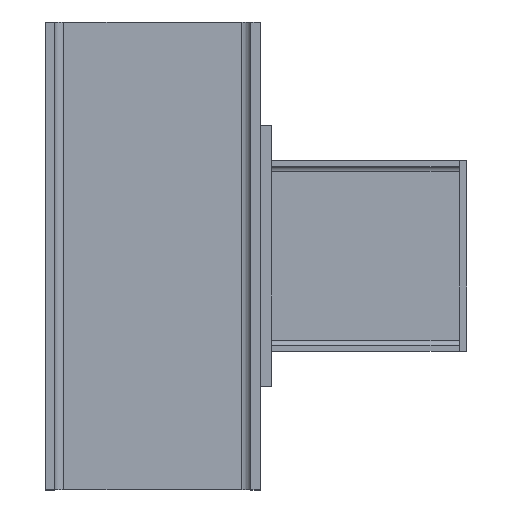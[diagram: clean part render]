
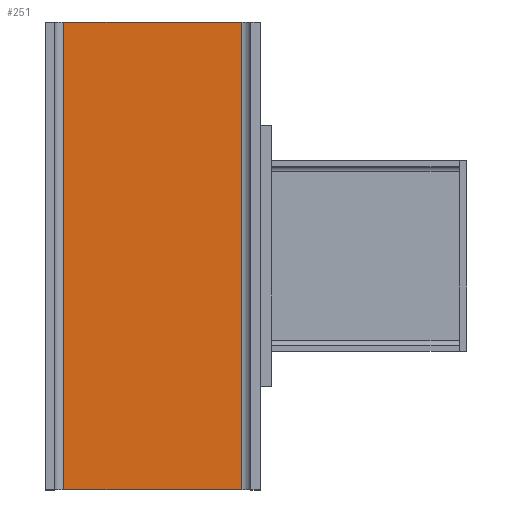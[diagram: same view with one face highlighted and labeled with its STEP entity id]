
A CAD part, top view. The second image highlights one B-rep face of the part: STEP entity #251.
In plain terms, the highlighted planar face has unit normal (0, 0, 1).
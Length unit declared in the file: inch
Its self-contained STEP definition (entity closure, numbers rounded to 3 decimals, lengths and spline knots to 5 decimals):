
#9 = AXIS2_PLACEMENT_3D ( 'NONE', #212, #781, #1743 ) ;
#73 = VECTOR ( 'NONE', #927, 39.37008 ) ;
#99 = VECTOR ( 'NONE', #1726, 39.37008 ) ;
#111 = FACE_OUTER_BOUND ( 'NONE', #1730, .T. ) ;
#159 = ORIENTED_EDGE ( 'NONE', *, *, #275, .T. ) ;
#212 = CARTESIAN_POINT ( 'NONE',  ( -1.945, 15., 0.17 ) ) ;
#251 = ADVANCED_FACE ( 'NONE', ( #111 ), #498, .F. ) ;
#256 = VERTEX_POINT ( 'NONE', #357 ) ;
#275 = EDGE_CURVE ( 'NONE', #731, #1202, #448, .T. ) ;
#283 = VECTOR ( 'NONE', #320, 39.37008 ) ;
#320 = DIRECTION ( 'NONE',  ( 0., -1., 0. ) ) ;
#323 = VECTOR ( 'NONE', #1509, 39.37008 ) ;
#357 = CARTESIAN_POINT ( 'NONE',  ( -1.945, -15., 0.17 ) ) ;
#359 = CARTESIAN_POINT ( 'NONE',  ( -13.345, 15., 0.17 ) ) ;
#448 = LINE ( 'NONE', #359, #73 ) ;
#484 = CARTESIAN_POINT ( 'NONE',  ( -1.945, 15., 0.17 ) ) ;
#498 = PLANE ( 'NONE',  #9 ) ;
#539 = CARTESIAN_POINT ( 'NONE',  ( -1.945, -15., 0.17 ) ) ;
#546 = ORIENTED_EDGE ( 'NONE', *, *, #1217, .F. ) ;
#704 = LINE ( 'NONE', #539, #323 ) ;
#731 = VERTEX_POINT ( 'NONE', #913 ) ;
#781 = DIRECTION ( 'NONE',  ( 0., 0., -1. ) ) ;
#913 = CARTESIAN_POINT ( 'NONE',  ( -13.345, 15., 0.17 ) ) ;
#927 = DIRECTION ( 'NONE',  ( 0., -1., 0. ) ) ;
#995 = LINE ( 'NONE', #1700, #283 ) ;
#1013 = CARTESIAN_POINT ( 'NONE',  ( -1.945, 15., 0.17 ) ) ;
#1202 = VERTEX_POINT ( 'NONE', #1424 ) ;
#1217 = EDGE_CURVE ( 'NONE', #1765, #256, #995, .T. ) ;
#1218 = LINE ( 'NONE', #484, #99 ) ;
#1306 = ORIENTED_EDGE ( 'NONE', *, *, #1323, .F. ) ;
#1323 = EDGE_CURVE ( 'NONE', #731, #1765, #1218, .T. ) ;
#1424 = CARTESIAN_POINT ( 'NONE',  ( -13.345, -15., 0.17 ) ) ;
#1458 = ORIENTED_EDGE ( 'NONE', *, *, #1619, .T. ) ;
#1509 = DIRECTION ( 'NONE',  ( 1., 0., 0. ) ) ;
#1619 = EDGE_CURVE ( 'NONE', #1202, #256, #704, .T. ) ;
#1700 = CARTESIAN_POINT ( 'NONE',  ( -1.945, 15., 0.17 ) ) ;
#1726 = DIRECTION ( 'NONE',  ( 1., 0., 0. ) ) ;
#1730 = EDGE_LOOP ( 'NONE', ( #1458, #546, #1306, #159 ) ) ;
#1743 = DIRECTION ( 'NONE',  ( -1., 0., 0. ) ) ;
#1765 = VERTEX_POINT ( 'NONE', #1013 ) ;
